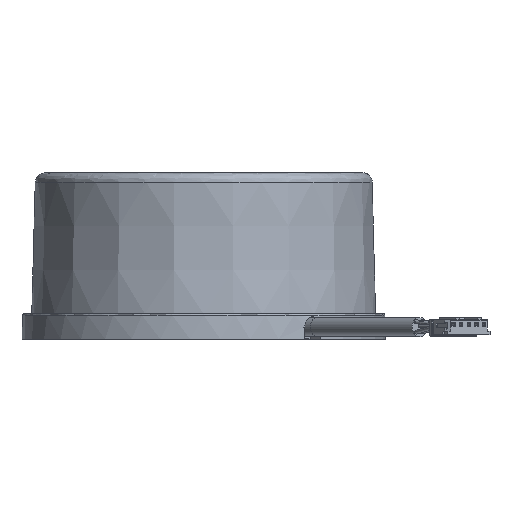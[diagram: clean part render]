
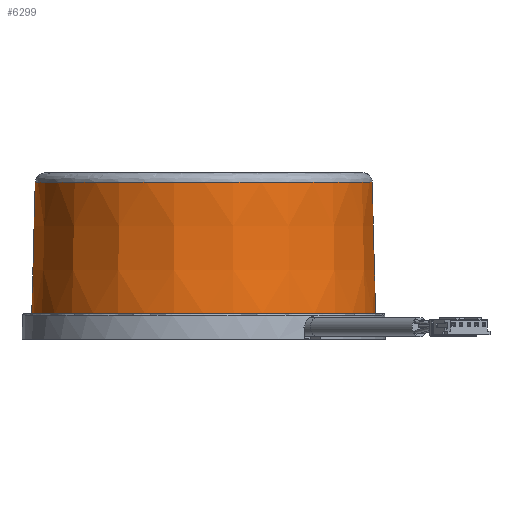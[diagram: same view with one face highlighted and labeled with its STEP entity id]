
A CAD part, front view. The second image highlights one B-rep face of the part: STEP entity #6299.
In plain terms, the highlighted conical face has half-angle 1.5 degrees and reference radius 35.861 mm.
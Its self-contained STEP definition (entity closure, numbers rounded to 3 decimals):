
#1204 = FACE_BOUND ( 'NONE', #38326, .T. ) ;
#1297 = DIRECTION ( 'NONE',  ( 1., 0., 0. ) ) ;
#1339 = CARTESIAN_POINT ( 'NONE',  ( -35.861, 0., -9.769 ) ) ;
#1774 = DIRECTION ( 'NONE',  ( -1., 0., 0. ) ) ;
#2010 = ORIENTED_EDGE ( 'NONE', *, *, #14490, .F. ) ;
#4165 = CARTESIAN_POINT ( 'NONE',  ( 35.142, 0., 17.683 ) ) ;
#6299 = ADVANCED_FACE ( 'NONE', ( #13258, #1204 ), #10626, .T. ) ;
#7734 = DIRECTION ( 'NONE',  ( 0., 0., 1. ) ) ;
#8352 = DIRECTION ( 'NONE',  ( 0., 0., -1. ) ) ;
#10626 = CONICAL_SURFACE ( 'NONE', #30580, 35.861, 0.026 ) ;
#11422 = EDGE_LOOP ( 'NONE', ( #30322 ) ) ;
#13258 = FACE_OUTER_BOUND ( 'NONE', #11422, .T. ) ;
#14490 = EDGE_CURVE ( 'NONE', #26746, #26746, #39356, .T. ) ;
#14767 = AXIS2_PLACEMENT_3D ( 'NONE', #27905, #7734, #1297 ) ;
#21810 = CARTESIAN_POINT ( 'NONE',  ( 0., 0., -9.769 ) ) ;
#22548 = CIRCLE ( 'NONE', #30687, 35.861 ) ;
#23317 = CARTESIAN_POINT ( 'NONE',  ( 0., 0., -9.769 ) ) ;
#26746 = VERTEX_POINT ( 'NONE', #4165 ) ;
#27905 = CARTESIAN_POINT ( 'NONE',  ( 0., 0., 17.683 ) ) ;
#30322 = ORIENTED_EDGE ( 'NONE', *, *, #39610, .T. ) ;
#30580 = AXIS2_PLACEMENT_3D ( 'NONE', #21810, #8352, #1774 ) ;
#30687 = AXIS2_PLACEMENT_3D ( 'NONE', #23317, #33528, #33239 ) ;
#33239 = DIRECTION ( 'NONE',  ( -1., 0., 0. ) ) ;
#33528 = DIRECTION ( 'NONE',  ( 0., 0., 1. ) ) ;
#38326 = EDGE_LOOP ( 'NONE', ( #2010 ) ) ;
#39356 = CIRCLE ( 'NONE', #14767, 35.142 ) ;
#39610 = EDGE_CURVE ( 'NONE', #42444, #42444, #22548, .T. ) ;
#42444 = VERTEX_POINT ( 'NONE', #1339 ) ;
